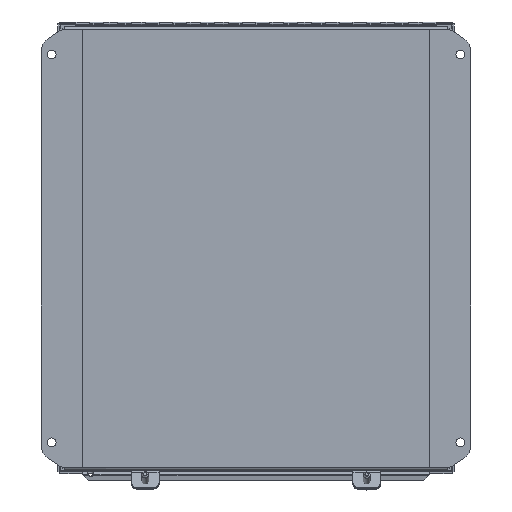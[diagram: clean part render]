
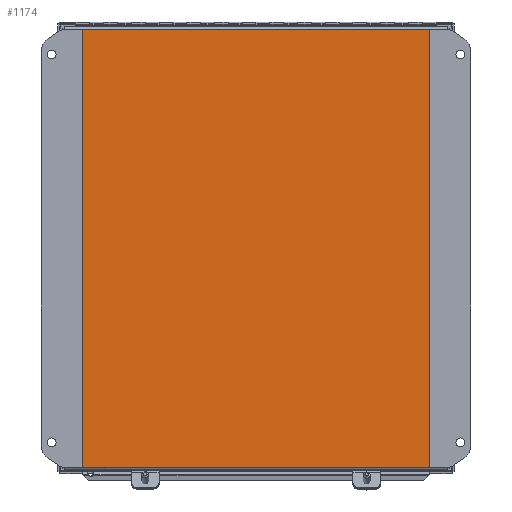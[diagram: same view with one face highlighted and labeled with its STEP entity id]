
A CAD part, left-side view. The second image highlights one B-rep face of the part: STEP entity #1174.
In plain terms, the highlighted face is planar.
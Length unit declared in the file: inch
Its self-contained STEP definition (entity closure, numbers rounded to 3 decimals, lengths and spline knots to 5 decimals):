
#1174 = ADVANCED_FACE ( 'NONE', ( #36534 ), #36716, .F. ) ;
#2504 = ORIENTED_EDGE ( 'NONE', *, *, #36134, .F. ) ;
#3804 = LINE ( 'NONE', #18209, #37534 ) ;
#3982 = VERTEX_POINT ( 'NONE', #41487 ) ;
#5758 = CARTESIAN_POINT ( 'NONE',  ( 7.892, 0., 6.892 ) ) ;
#6476 = VECTOR ( 'NONE', #8851, 39.37008 ) ;
#7934 = DIRECTION ( 'NONE',  ( -1., 0., 0. ) ) ;
#8327 = EDGE_CURVE ( 'NONE', #15996, #3982, #21318, .T. ) ;
#8851 = DIRECTION ( 'NONE',  ( 0., 0., -1. ) ) ;
#15500 = VECTOR ( 'NONE', #7934, 39.37008 ) ;
#15745 = CARTESIAN_POINT ( 'NONE',  ( -8., 0., -7. ) ) ;
#15996 = VERTEX_POINT ( 'NONE', #37601 ) ;
#16637 = ORIENTED_EDGE ( 'NONE', *, *, #8327, .F. ) ;
#17908 = CARTESIAN_POINT ( 'NONE',  ( 7.892, 0., 6.892 ) ) ;
#18209 = CARTESIAN_POINT ( 'NONE',  ( 7.892, 0., -6.892 ) ) ;
#21318 = LINE ( 'NONE', #24886, #6476 ) ;
#22687 = DIRECTION ( 'NONE',  ( 0., -1., 0. ) ) ;
#24886 = CARTESIAN_POINT ( 'NONE',  ( -7.892, 0., -6.892 ) ) ;
#24925 = VECTOR ( 'NONE', #31906, 39.37008 ) ;
#26848 = AXIS2_PLACEMENT_3D ( 'NONE', #15745, #22687, #26964 ) ;
#26964 = DIRECTION ( 'NONE',  ( 0., 0., -1. ) ) ;
#27592 = DIRECTION ( 'NONE',  ( 1., 0., 0. ) ) ;
#27777 = EDGE_CURVE ( 'NONE', #3982, #29097, #3804, .T. ) ;
#29097 = VERTEX_POINT ( 'NONE', #30784 ) ;
#29266 = ORIENTED_EDGE ( 'NONE', *, *, #31563, .F. ) ;
#30784 = CARTESIAN_POINT ( 'NONE',  ( 7.892, 0., -6.892 ) ) ;
#31563 = EDGE_CURVE ( 'NONE', #39504, #15996, #42057, .T. ) ;
#31906 = DIRECTION ( 'NONE',  ( 0., 0., 1. ) ) ;
#36134 = EDGE_CURVE ( 'NONE', #29097, #39504, #37170, .T. ) ;
#36534 = FACE_OUTER_BOUND ( 'NONE', #37840, .T. ) ;
#36716 = PLANE ( 'NONE',  #26848 ) ;
#37170 = LINE ( 'NONE', #5758, #24925 ) ;
#37534 = VECTOR ( 'NONE', #27592, 39.37008 ) ;
#37601 = CARTESIAN_POINT ( 'NONE',  ( -7.892, 0., 6.892 ) ) ;
#37840 = EDGE_LOOP ( 'NONE', ( #42117, #16637, #29266, #2504 ) ) ;
#39504 = VERTEX_POINT ( 'NONE', #17908 ) ;
#40353 = CARTESIAN_POINT ( 'NONE',  ( -7.892, 0., 6.892 ) ) ;
#41487 = CARTESIAN_POINT ( 'NONE',  ( -7.892, 0., -6.892 ) ) ;
#42057 = LINE ( 'NONE', #40353, #15500 ) ;
#42117 = ORIENTED_EDGE ( 'NONE', *, *, #27777, .F. ) ;
